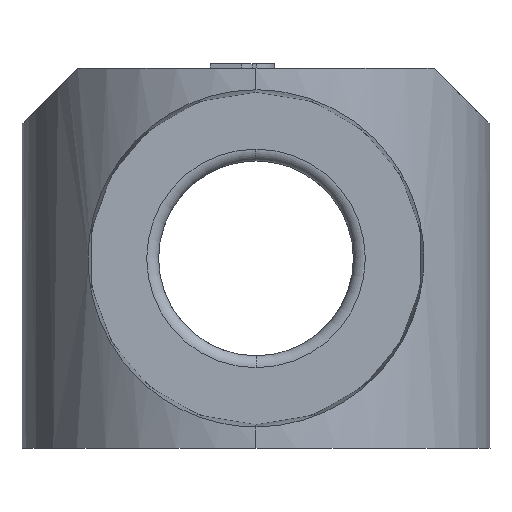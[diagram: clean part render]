
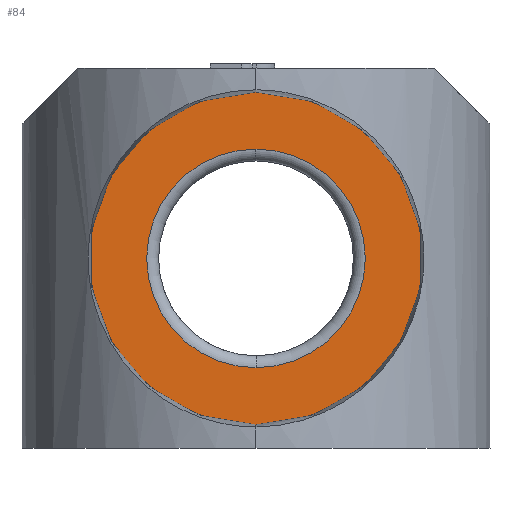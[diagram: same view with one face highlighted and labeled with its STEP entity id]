
A CAD part, left-side view. The second image highlights one B-rep face of the part: STEP entity #84.
In plain terms, the highlighted planar face has unit normal (-1, 0, 0).
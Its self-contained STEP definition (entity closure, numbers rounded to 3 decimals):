
#84=ADVANCED_FACE('NONE',(#185,#186),#187,.F.);
#185=FACE_OUTER_BOUND('',#300,.T.);
#186=FACE_BOUND('',#301,.T.);
#187=PLANE('',#302);
#300=EDGE_LOOP('',(#767,#768));
#301=EDGE_LOOP('',(#769,#770));
#302=AXIS2_PLACEMENT_3D('',#771,#772,#773);
#767=ORIENTED_EDGE('',*,*,#945,.F.);
#768=ORIENTED_EDGE('',*,*,#1007,.F.);
#769=ORIENTED_EDGE('',*,*,#942,.T.);
#770=ORIENTED_EDGE('',*,*,#1008,.T.);
#771=CARTESIAN_POINT('',(1.15,0.0,8.0));
#772=DIRECTION('',(1.0,0.0,0.0));
#773=DIRECTION('',(0.0,1.0,-0.0));
#942=EDGE_CURVE('NONE',#1076,#1074,#1077,.T.);
#945=EDGE_CURVE('NONE',#1080,#1081,#1082,.T.);
#1007=EDGE_CURVE('NONE',#1081,#1080,#1178,.T.);
#1008=EDGE_CURVE('NONE',#1074,#1076,#1179,.T.);
#1074=VERTEX_POINT('NONE',#1263);
#1076=VERTEX_POINT('NONE',#1265);
#1077=CIRCLE('',#1266,4.6);
#1080=VERTEX_POINT('NONE',#1269);
#1081=VERTEX_POINT('NONE',#1270);
#1082=CIRCLE('',#1271,7.0);
#1178=CIRCLE('',#1703,7.0);
#1179=CIRCLE('',#1704,4.6);
#1263=CARTESIAN_POINT('',(1.15,0.,12.6));
#1265=CARTESIAN_POINT('',(1.15,0.0,3.4));
#1266=AXIS2_PLACEMENT_3D('',#1933,#1934,#1935);
#1269=CARTESIAN_POINT('',(1.15,0.0,1.0));
#1270=CARTESIAN_POINT('',(1.15,0.,15.0));
#1271=AXIS2_PLACEMENT_3D('',#1939,#1940,#1941);
#1703=AXIS2_PLACEMENT_3D('',#2000,#2001,#2002);
#1704=AXIS2_PLACEMENT_3D('',#2003,#2004,#2005);
#1933=CARTESIAN_POINT('',(1.15,0.0,8.0));
#1934=DIRECTION('',(1.0,0.0,0.0));
#1935=DIRECTION('',(0.0,0.0,-1.0));
#1939=CARTESIAN_POINT('',(1.15,0.0,8.0));
#1940=DIRECTION('',(1.0,0.0,0.0));
#1941=DIRECTION('',(0.0,0.0,-1.0));
#2000=CARTESIAN_POINT('',(1.15,0.0,8.0));
#2001=DIRECTION('',(1.0,0.0,0.0));
#2002=DIRECTION('',(0.0,0.0,-1.0));
#2003=CARTESIAN_POINT('',(1.15,0.0,8.0));
#2004=DIRECTION('',(1.0,0.0,0.0));
#2005=DIRECTION('',(0.0,0.0,-1.0));
